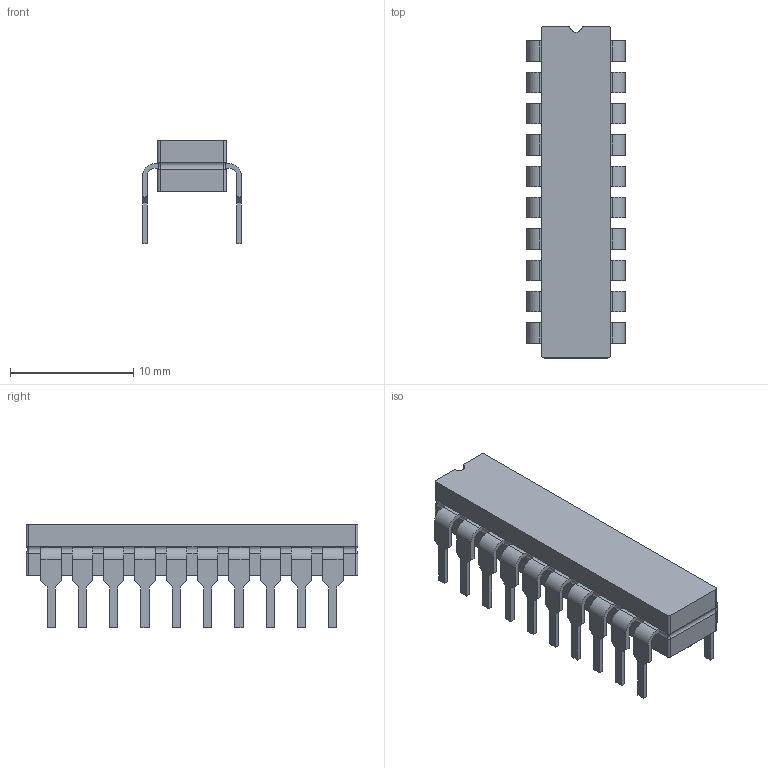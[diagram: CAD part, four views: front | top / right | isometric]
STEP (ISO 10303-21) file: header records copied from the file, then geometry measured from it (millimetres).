
FILE_DESCRIPTION((''),'2;1');
FILE_NAME('CDIP20-300.stp','2015-06-16T14:13:06',(''),(''),'Mechanical Desktop 2011','Mechanical Desktop 2011',', , ');
FILE_SCHEMA(('AUTOMOTIVE_DESIGN { 1 2 10303 214 1 1 1 1 }'));
Length unit declared in the file: millimetre
Products named in the file (1): Product
Bounding box: 7.98 x 26.92 x 8.38 mm (x, y, z)
Volume: 676.4 mm3; surface area: 1028.6 mm2
Topology: 21 solids, 21 shells, 310 faces, 788 edges, 520 vertices
Faces by surface type: bspline 140, plane 132, cylinder 34, torus 4
Entity records: 9544 total; most frequent: CARTESIAN_POINT 2345, ORIENTED_EDGE 1576, DIRECTION 1234, EDGE_CURVE 788, VECTOR 680, LINE 680, VERTEX_POINT 520, EDGE_LOOP 310
